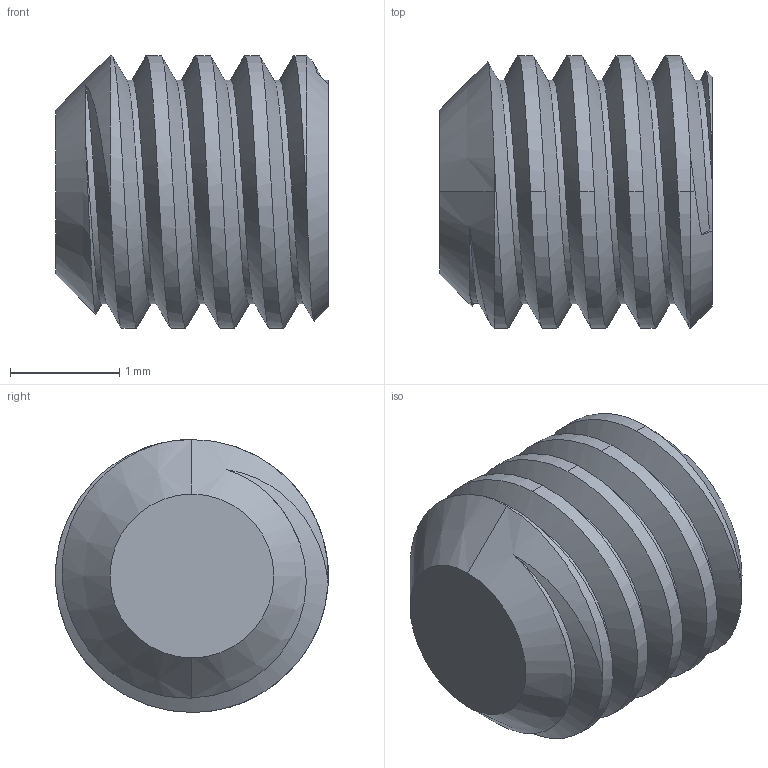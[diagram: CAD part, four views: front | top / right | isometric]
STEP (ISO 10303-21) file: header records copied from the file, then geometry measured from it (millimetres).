
FILE_DESCRIPTION (( 'STEP AP214' ), '1' );
FILE_NAME ('stopor.STEP', '2016-02-29T23:46:02', ( '' ), ( '' ), 'SwSTEP 2.0', 'SolidWorks 2015', '' );
FILE_SCHEMA (( 'AUTOMOTIVE_DESIGN' ));
Length unit declared in the file: millimetre
Products named in the file (1): stopor
Bounding box: 2.5 x 2.5 x 2.5 mm (x, y, z)
Volume: 8 mm3; surface area: 37.4 mm2
Topology: 1 solids, 1 shells, 46 faces, 113 edges, 68 vertices
Faces by surface type: cylinder 22, plane 10, sphere 6, cone 5, bspline 3
Entity records: 2515 total; most frequent: CARTESIAN_POINT 1487, ORIENTED_EDGE 218, DIRECTION 196, EDGE_CURVE 109, AXIS2_PLACEMENT_3D 76, VERTEX_POINT 66, EDGE_LOOP 47, FACE_OUTER_BOUND 46
